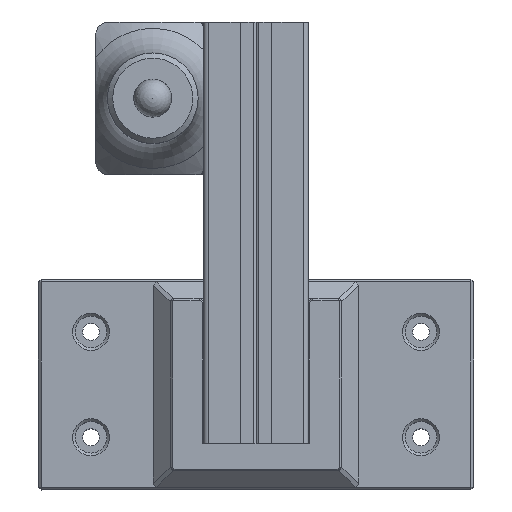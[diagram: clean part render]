
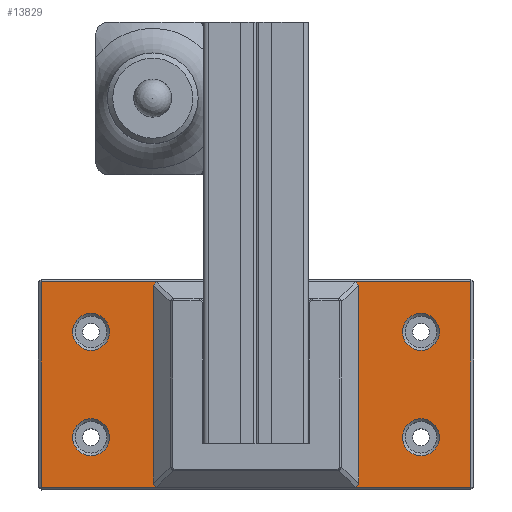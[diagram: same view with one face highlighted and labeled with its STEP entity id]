
A CAD part, top view. The second image highlights one B-rep face of the part: STEP entity #13829.
In plain terms, the highlighted face is planar.
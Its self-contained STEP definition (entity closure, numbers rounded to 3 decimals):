
#776=FACE_BOUND('',#2672,.T.);
#777=FACE_BOUND('',#2673,.T.);
#778=FACE_BOUND('',#2674,.T.);
#779=FACE_BOUND('',#2675,.T.);
#780=FACE_BOUND('',#2676,.T.);
#980=CIRCLE('',#14929,3.5);
#981=CIRCLE('',#14930,3.5);
#982=CIRCLE('',#14931,3.5);
#983=CIRCLE('',#14932,3.5);
#1807=FACE_OUTER_BOUND('',#2671,.T.);
#2671=EDGE_LOOP('',(#11258,#11259,#11260,#11261));
#2672=EDGE_LOOP('',(#11262));
#2673=EDGE_LOOP('',(#11263));
#2674=EDGE_LOOP('',(#11264));
#2675=EDGE_LOOP('',(#11265));
#2676=EDGE_LOOP('',(#11266,#11267,#11268,#11269,#11270,#11271,#11272,#11273));
#3963=LINE('',#21272,#5191);
#3972=LINE('',#21289,#5200);
#3977=LINE('',#21299,#5205);
#4004=LINE('',#21355,#5232);
#4006=LINE('',#21360,#5234);
#4015=LINE('',#21376,#5243);
#4018=LINE('',#21383,#5246);
#4022=LINE('',#21390,#5250);
#4023=LINE('',#21394,#5251);
#4024=LINE('',#21396,#5252);
#4025=LINE('',#21398,#5253);
#4026=LINE('',#21399,#5254);
#5191=VECTOR('',#17655,10.);
#5200=VECTOR('',#17668,10.);
#5205=VECTOR('',#17677,10.);
#5232=VECTOR('',#17712,10.);
#5234=VECTOR('',#17716,10.);
#5243=VECTOR('',#17731,10.);
#5246=VECTOR('',#17738,10.);
#5250=VECTOR('',#17746,10.);
#5251=VECTOR('',#17749,10.);
#5252=VECTOR('',#17750,10.);
#5253=VECTOR('',#17751,10.);
#5254=VECTOR('',#17752,10.);
#6205=VERTEX_POINT('',#21270);
#6206=VERTEX_POINT('',#21271);
#6212=VERTEX_POINT('',#21288);
#6215=VERTEX_POINT('',#21298);
#6240=VERTEX_POINT('',#21354);
#6241=VERTEX_POINT('',#21358);
#6242=VERTEX_POINT('',#21359);
#6248=VERTEX_POINT('',#21382);
#6250=VERTEX_POINT('',#21392);
#6251=VERTEX_POINT('',#21393);
#6252=VERTEX_POINT('',#21395);
#6253=VERTEX_POINT('',#21397);
#6254=VERTEX_POINT('',#21400);
#6255=VERTEX_POINT('',#21402);
#6256=VERTEX_POINT('',#21404);
#6257=VERTEX_POINT('',#21406);
#7940=EDGE_CURVE('',#6205,#6206,#3963,.F.);
#7949=EDGE_CURVE('',#6206,#6212,#3972,.T.);
#7954=EDGE_CURVE('',#6212,#6215,#3977,.F.);
#7982=EDGE_CURVE('',#6215,#6240,#4004,.T.);
#7984=EDGE_CURVE('',#6241,#6242,#4006,.F.);
#7993=EDGE_CURVE('',#6242,#6205,#4015,.T.);
#7996=EDGE_CURVE('',#6240,#6248,#4018,.F.);
#8000=EDGE_CURVE('',#6248,#6241,#4022,.T.);
#8001=EDGE_CURVE('',#6250,#6251,#4023,.T.);
#8002=EDGE_CURVE('',#6252,#6250,#4024,.T.);
#8003=EDGE_CURVE('',#6253,#6252,#4025,.T.);
#8004=EDGE_CURVE('',#6251,#6253,#4026,.T.);
#8005=EDGE_CURVE('',#6254,#6254,#980,.T.);
#8006=EDGE_CURVE('',#6255,#6255,#981,.T.);
#8007=EDGE_CURVE('',#6256,#6256,#982,.T.);
#8008=EDGE_CURVE('',#6257,#6257,#983,.T.);
#11258=ORIENTED_EDGE('',*,*,#8001,.F.);
#11259=ORIENTED_EDGE('',*,*,#8002,.F.);
#11260=ORIENTED_EDGE('',*,*,#8003,.F.);
#11261=ORIENTED_EDGE('',*,*,#8004,.F.);
#11262=ORIENTED_EDGE('',*,*,#8005,.F.);
#11263=ORIENTED_EDGE('',*,*,#8006,.F.);
#11264=ORIENTED_EDGE('',*,*,#8007,.F.);
#11265=ORIENTED_EDGE('',*,*,#8008,.F.);
#11266=ORIENTED_EDGE('',*,*,#7940,.F.);
#11267=ORIENTED_EDGE('',*,*,#7993,.F.);
#11268=ORIENTED_EDGE('',*,*,#7984,.F.);
#11269=ORIENTED_EDGE('',*,*,#8000,.F.);
#11270=ORIENTED_EDGE('',*,*,#7996,.F.);
#11271=ORIENTED_EDGE('',*,*,#7982,.F.);
#11272=ORIENTED_EDGE('',*,*,#7954,.F.);
#11273=ORIENTED_EDGE('',*,*,#7949,.F.);
#13250=PLANE('',#14928);
#13829=ADVANCED_FACE('',(#1807,#776,#777,#778,#779,#780),#13250,.T.);
#14928=AXIS2_PLACEMENT_3D('',#21391,#17747,#17748);
#14929=AXIS2_PLACEMENT_3D('',#21401,#17753,#17754);
#14930=AXIS2_PLACEMENT_3D('',#21403,#17755,#17756);
#14931=AXIS2_PLACEMENT_3D('',#21405,#17757,#17758);
#14932=AXIS2_PLACEMENT_3D('',#21407,#17759,#17760);
#17655=DIRECTION('',(0.707,0.,0.707));
#17668=DIRECTION('',(-1.,0.,0.));
#17677=DIRECTION('',(0.707,0.,-0.707));
#17712=DIRECTION('',(0.,0.,1.));
#17716=DIRECTION('',(-0.707,0.,0.707));
#17731=DIRECTION('',(0.,0.,-1.));
#17738=DIRECTION('',(-0.707,0.,-0.707));
#17746=DIRECTION('',(1.,0.,0.));
#17747=DIRECTION('center_axis',(0.,1.,
0.));
#17748=DIRECTION('ref_axis',(1.,0.,0.));
#17749=DIRECTION('',(1.,0.,0.));
#17750=DIRECTION('',(0.,0.,-1.));
#17751=DIRECTION('',(-1.,0.,0.));
#17752=DIRECTION('',(0.,0.,1.));
#17753=DIRECTION('center_axis',(0.,1.,
0.));
#17754=DIRECTION('ref_axis',(-1.,0.,0.));
#17755=DIRECTION('center_axis',(0.,1.,
0.));
#17756=DIRECTION('ref_axis',(-1.,0.,0.));
#17757=DIRECTION('center_axis',(0.,1.,
0.));
#17758=DIRECTION('ref_axis',(-1.,0.,0.));
#17759=DIRECTION('center_axis',(0.,1.,
0.));
#17760=DIRECTION('ref_axis',(-1.,0.,0.));
#21270=CARTESIAN_POINT('',(27.073,-39.65,31.622));
#21271=CARTESIAN_POINT('',(26.461,-39.65,31.01));
#21272=CARTESIAN_POINT('',(18.921,-39.65,23.471));
#21288=CARTESIAN_POINT('',(-11.295,-39.65,31.01));
#21289=CARTESIAN_POINT('',(-0.25,-39.65,31.01));
#21298=CARTESIAN_POINT('',(-11.907,-39.65,31.622));
#21299=CARTESIAN_POINT('',(-19.738,-39.65,39.454));
#21354=CARTESIAN_POINT('',(-11.907,-39.65,69.378));
#21355=CARTESIAN_POINT('',(-11.907,-39.65,42.642));
#21358=CARTESIAN_POINT('',(26.461,-39.65,69.99));
#21359=CARTESIAN_POINT('',(27.073,-39.65,69.378));
#21360=CARTESIAN_POINT('',(18.63,-39.65,77.821));
#21376=CARTESIAN_POINT('',(27.073,-39.65,-16.708));
#21382=CARTESIAN_POINT('',(-11.295,-39.65,69.99));
#21383=CARTESIAN_POINT('',(-19.447,-39.65,61.838));
#21390=CARTESIAN_POINT('',(-16.55,-39.65,69.99));
#21391=CARTESIAN_POINT('Origin',(-24.383,-39.65,51.083));
#21392=CARTESIAN_POINT('',(-33.217,-39.65,31.));
#21393=CARTESIAN_POINT('',(48.383,-39.65,31.));
#21394=CARTESIAN_POINT('',(7.617,-39.65,31.));
#21395=CARTESIAN_POINT('',(-33.217,-39.65,70.));
#21396=CARTESIAN_POINT('',(-33.217,-39.65,34.333));
#21397=CARTESIAN_POINT('',(48.383,-39.65,70.));
#21398=CARTESIAN_POINT('',(-8.4,-39.65,70.));
#21399=CARTESIAN_POINT('',(48.383,-39.65,67.833));
#21400=CARTESIAN_POINT('',(-20.217,-39.65,60.5));
#21401=CARTESIAN_POINT('Origin',(-23.717,-39.65,60.5));
#21402=CARTESIAN_POINT('',(-20.217,-39.65,40.5));
#21403=CARTESIAN_POINT('Origin',(-23.717,-39.65,40.5));
#21404=CARTESIAN_POINT('',(42.383,-39.65,40.5));
#21405=CARTESIAN_POINT('Origin',(38.883,-39.65,40.5));
#21406=CARTESIAN_POINT('',(42.383,-39.65,60.5));
#21407=CARTESIAN_POINT('Origin',(38.883,-39.65,60.5));
